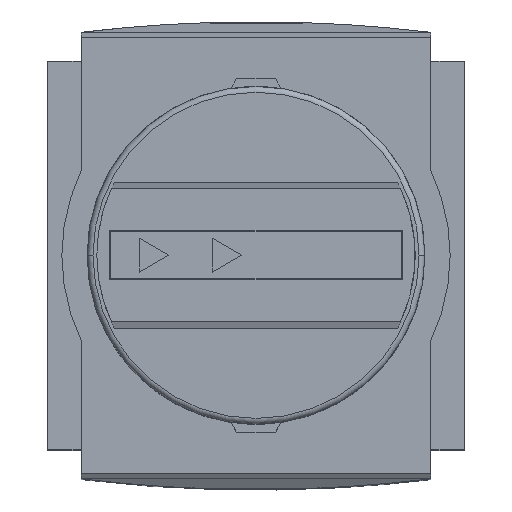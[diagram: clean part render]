
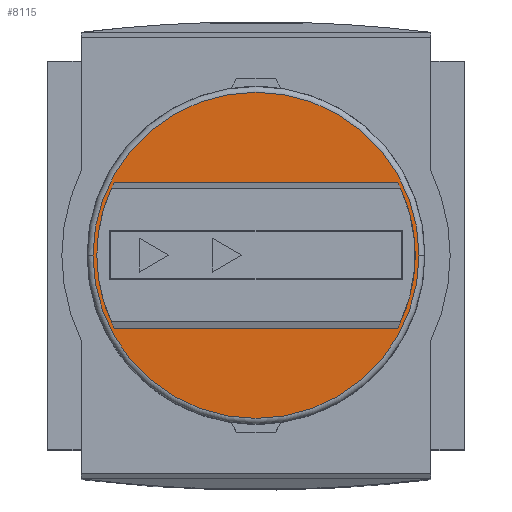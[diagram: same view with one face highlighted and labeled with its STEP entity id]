
A CAD part, top view. The second image highlights one B-rep face of the part: STEP entity #8115.
In plain terms, the highlighted planar face has unit normal (0, 0, 1).
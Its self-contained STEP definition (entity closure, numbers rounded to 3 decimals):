
#15 = EDGE_CURVE ( 'NONE', #4043, #3925, #2185, .T. ) ;
#29 = CARTESIAN_POINT ( 'NONE',  ( 14.585, -7.5, 38.3 ) ) ;
#293 = VECTOR ( 'NONE', #11255, 1000. ) ;
#591 = DIRECTION ( 'NONE',  ( -1., 0., 0. ) ) ;
#914 = EDGE_CURVE ( 'NONE', #3653, #6744, #9977, .T. ) ;
#1265 = AXIS2_PLACEMENT_3D ( 'NONE', #9242, #10319, #11419 ) ;
#1515 = CARTESIAN_POINT ( 'NONE',  ( -16.8, 0., 38.3 ) ) ;
#1601 = CARTESIAN_POINT ( 'NONE',  ( -16.4, 0., 38.3 ) ) ;
#1693 = VECTOR ( 'NONE', #591, 1000. ) ;
#1803 = VERTEX_POINT ( 'NONE', #13169 ) ;
#2185 = CIRCLE ( 'NONE', #6098, 16.4 ) ;
#2307 = DIRECTION ( 'NONE',  ( -1., 0., 0. ) ) ;
#2313 = FACE_BOUND ( 'NONE', #8525, .T. ) ;
#2444 = CIRCLE ( 'NONE', #4005, 16.4 ) ;
#2636 = DIRECTION ( 'NONE',  ( -1., 0., 0. ) ) ;
#2646 = ORIENTED_EDGE ( 'NONE', *, *, #3670, .F. ) ;
#2945 = ORIENTED_EDGE ( 'NONE', *, *, #6816, .T. ) ;
#3070 = DIRECTION ( 'NONE',  ( 0., 0., -1. ) ) ;
#3122 = DIRECTION ( 'NONE',  ( -1., 0., 0. ) ) ;
#3177 = EDGE_CURVE ( 'NONE', #3925, #8066, #13444, .T. ) ;
#3188 = AXIS2_PLACEMENT_3D ( 'NONE', #7986, #4840, #2636 ) ;
#3525 = DIRECTION ( 'NONE',  ( 0., 0., -1. ) ) ;
#3653 = VERTEX_POINT ( 'NONE', #1515 ) ;
#3670 = EDGE_CURVE ( 'NONE', #6744, #3653, #7211, .T. ) ;
#3925 = VERTEX_POINT ( 'NONE', #9863 ) ;
#4005 = AXIS2_PLACEMENT_3D ( 'NONE', #4221, #3070, #3122 ) ;
#4018 = PLANE ( 'NONE',  #1265 ) ;
#4043 = VERTEX_POINT ( 'NONE', #1601 ) ;
#4221 = CARTESIAN_POINT ( 'NONE',  ( 0., 0., 38.3 ) ) ;
#4488 = DIRECTION ( 'NONE',  ( 0., 0., -1. ) ) ;
#4770 = CARTESIAN_POINT ( 'NONE',  ( 14.585, -7.5, 38.3 ) ) ;
#4815 = CARTESIAN_POINT ( 'NONE',  ( -14.585, 7.5, 38.3 ) ) ;
#4840 = DIRECTION ( 'NONE',  ( 0., 0., -1. ) ) ;
#5392 = AXIS2_PLACEMENT_3D ( 'NONE', #9064, #5851, #13232 ) ;
#5527 = ORIENTED_EDGE ( 'NONE', *, *, #8504, .T. ) ;
#5744 = ORIENTED_EDGE ( 'NONE', *, *, #15, .T. ) ;
#5851 = DIRECTION ( 'NONE',  ( 0., 0., -1. ) ) ;
#6098 = AXIS2_PLACEMENT_3D ( 'NONE', #8697, #4488, #12957 ) ;
#6521 = EDGE_LOOP ( 'NONE', ( #7589, #2646 ) ) ;
#6592 = EDGE_CURVE ( 'NONE', #1803, #4043, #6804, .T. ) ;
#6713 = CARTESIAN_POINT ( 'NONE',  ( 0., 0., 38.3 ) ) ;
#6744 = VERTEX_POINT ( 'NONE', #13061 ) ;
#6804 = CIRCLE ( 'NONE', #10450, 16.4 ) ;
#6816 = EDGE_CURVE ( 'NONE', #12096, #1803, #11922, .T. ) ;
#7211 = CIRCLE ( 'NONE', #5392, 16.8 ) ;
#7589 = ORIENTED_EDGE ( 'NONE', *, *, #914, .F. ) ;
#7986 = CARTESIAN_POINT ( 'NONE',  ( 0., 0., 38.3 ) ) ;
#8066 = VERTEX_POINT ( 'NONE', #11474 ) ;
#8115 = ADVANCED_FACE ( 'NONE', ( #12707, #2313 ), #4018, .F. ) ;
#8116 = ORIENTED_EDGE ( 'NONE', *, *, #6592, .T. ) ;
#8504 = EDGE_CURVE ( 'NONE', #8066, #12096, #2444, .T. ) ;
#8525 = EDGE_LOOP ( 'NONE', ( #5527, #2945, #8116, #5744, #13161 ) ) ;
#8697 = CARTESIAN_POINT ( 'NONE',  ( 0., 0., 38.3 ) ) ;
#9064 = CARTESIAN_POINT ( 'NONE',  ( 0., 0., 38.3 ) ) ;
#9242 = CARTESIAN_POINT ( 'NONE',  ( 0., 0., 38.3 ) ) ;
#9863 = CARTESIAN_POINT ( 'NONE',  ( -14.585, 7.5, 38.3 ) ) ;
#9977 = CIRCLE ( 'NONE', #3188, 16.8 ) ;
#10319 = DIRECTION ( 'NONE',  ( 0., 0., -1. ) ) ;
#10450 = AXIS2_PLACEMENT_3D ( 'NONE', #6713, #3525, #2307 ) ;
#11255 = DIRECTION ( 'NONE',  ( 1., 0., 0. ) ) ;
#11419 = DIRECTION ( 'NONE',  ( 0., -1., 0. ) ) ;
#11474 = CARTESIAN_POINT ( 'NONE',  ( 14.585, 7.5, 38.3 ) ) ;
#11922 = LINE ( 'NONE', #4770, #1693 ) ;
#12096 = VERTEX_POINT ( 'NONE', #29 ) ;
#12707 = FACE_OUTER_BOUND ( 'NONE', #6521, .T. ) ;
#12957 = DIRECTION ( 'NONE',  ( -1., 0., 0. ) ) ;
#13061 = CARTESIAN_POINT ( 'NONE',  ( 16.8, 0., 38.3 ) ) ;
#13161 = ORIENTED_EDGE ( 'NONE', *, *, #3177, .T. ) ;
#13169 = CARTESIAN_POINT ( 'NONE',  ( -14.585, -7.5, 38.3 ) ) ;
#13232 = DIRECTION ( 'NONE',  ( -1., 0., 0. ) ) ;
#13444 = LINE ( 'NONE', #4815, #293 ) ;
